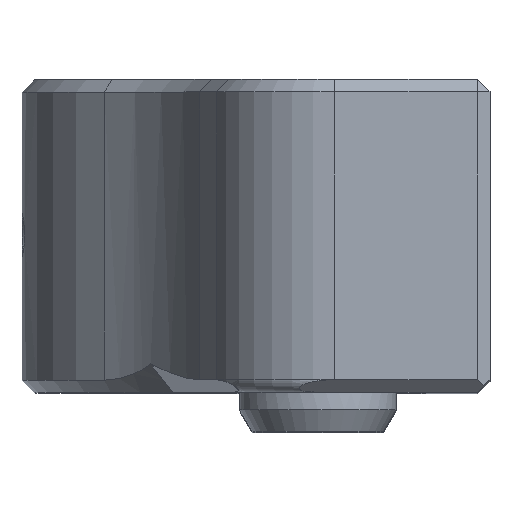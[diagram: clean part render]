
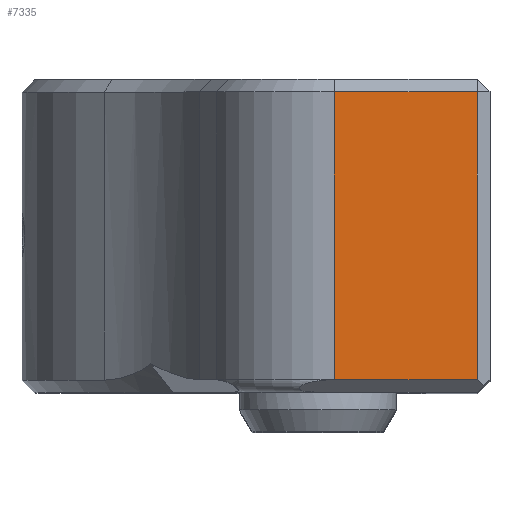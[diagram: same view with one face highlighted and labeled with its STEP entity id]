
A CAD part, top view. The second image highlights one B-rep face of the part: STEP entity #7335.
In plain terms, the highlighted planar face has unit normal (0, 0, 1).
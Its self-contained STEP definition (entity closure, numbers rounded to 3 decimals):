
#398=LINE('',#9863,#842);
#499=LINE('',#10336,#943);
#502=LINE('',#10343,#946);
#601=LINE('',#10887,#1045);
#842=VECTOR('',#8265,10.);
#943=VECTOR('',#8504,10.);
#946=VECTOR('',#8509,10.);
#1045=VECTOR('',#8802,10.);
#1359=PLANE('',#7880);
#1594=FACE_OUTER_BOUND('',#2051,.T.);
#2051=EDGE_LOOP('',(#5926,#5927,#5928,#5929));
#3021=VERTEX_POINT('',#9793);
#3028=VERTEX_POINT('',#9862);
#3077=VERTEX_POINT('',#10209);
#3109=VERTEX_POINT('',#10342);
#3795=EDGE_CURVE('',#3021,#3028,#398,.T.);
#3927=EDGE_CURVE('',#3028,#3077,#499,.T.);
#3930=EDGE_CURVE('',#3077,#3109,#502,.T.);
#4121=EDGE_CURVE('',#3109,#3021,#601,.T.);
#5926=ORIENTED_EDGE('',*,*,#3927,.F.);
#5927=ORIENTED_EDGE('',*,*,#3795,.F.);
#5928=ORIENTED_EDGE('',*,*,#4121,.F.);
#5929=ORIENTED_EDGE('',*,*,#3930,.F.);
#7335=ADVANCED_FACE('',(#1594),#1359,.F.);
#7880=AXIS2_PLACEMENT_3D('',#11573,#8969,#8970);
#8265=DIRECTION('',(0.,1.,0.));
#8504=DIRECTION('',(1.,0.,0.));
#8509=DIRECTION('',(0.,-1.,0.));
#8802=DIRECTION('',(-1.,0.,0.));
#8969=DIRECTION('center_axis',(0.,0.,-1.));
#8970=DIRECTION('ref_axis',(1.,0.,0.));
#9793=CARTESIAN_POINT('',(-4.968,0.4,-1.));
#9862=CARTESIAN_POINT('',(-4.968,9.6,-1.));
#9863=CARTESIAN_POINT('',(-4.968,10.,-1.));
#10209=CARTESIAN_POINT('',(-0.4,9.6,-1.));
#10336=CARTESIAN_POINT('',(-8.134,9.6,-1.));
#10342=CARTESIAN_POINT('',(-0.4,0.4,-1.));
#10343=CARTESIAN_POINT('',(-0.4,5.,-1.));
#10887=CARTESIAN_POINT('',(-8.134,0.4,-1.));
#11573=CARTESIAN_POINT('Origin',(-7.769,10.,-1.));
